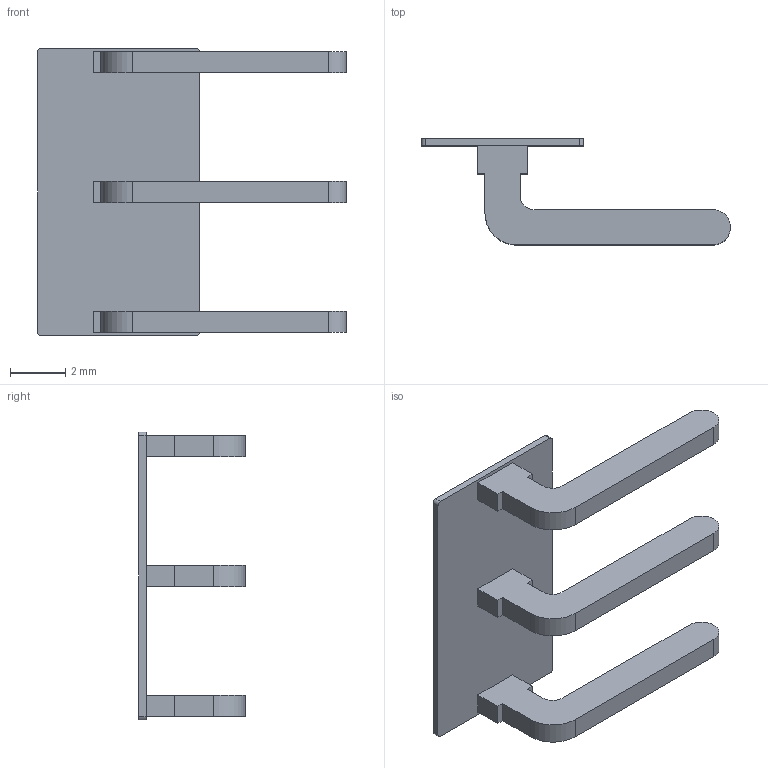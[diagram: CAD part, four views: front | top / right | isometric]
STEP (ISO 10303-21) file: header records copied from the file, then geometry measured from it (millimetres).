
FILE_DESCRIPTION(/* description */ ('Angle Mount Miniature Toggles-terminals-Series M - Miniature Toggles'),/* implementation_level */ '2;1');
FILE_NAME(/* name */ 'M201230_terminal_angW.ipt.step',/* time_stamp */ '2014-01-07T11:13:24-08:00',/* author */ ('Cadenas PARTsolutions'),/* organization */ ('NKKSWITCHES'),/* preprocessor_version */ 'ST-DEVELOPER v15.2',/* originating_system */ 'Autodesk Inventor 2014',/* authorisation */ '');
FILE_SCHEMA (('AUTOMOTIVE_DESIGN { 1 0 10303 214 3 1 1 }'));
Length unit declared in the file: inch
Products named in the file (1): M201230_terminal_angW
Bounding box: 11.17 x 3.84 x 10.4 mm (x, y, z)
Volume: 48.2 mm3; surface area: 264.2 mm2
Topology: 1 solids, 1 shells, 49 faces, 132 edges, 88 vertices
Faces by surface type: plane 36, cylinder 13
Entity records: 1555 total; most frequent: CARTESIAN_POINT 270, ORIENTED_EDGE 264, DIRECTION 258, EDGE_CURVE 132, LINE 106, VECTOR 106, VERTEX_POINT 88, AXIS2_PLACEMENT_3D 76
